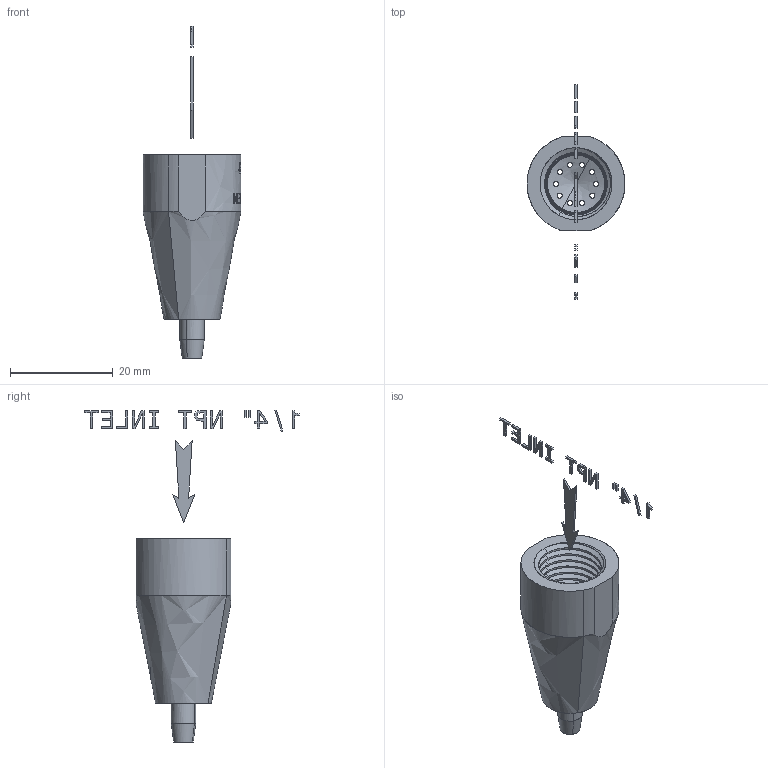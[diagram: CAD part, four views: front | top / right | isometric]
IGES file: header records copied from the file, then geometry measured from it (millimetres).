
Start section: SolidWorks IGES file using analytic representation for surfaces
Global section: file name: X-STREAM STRONG FORCE NOZZLE 47010.IGS; native system: SolidWorks 2020; preprocessor: SolidWorks 2020; author: Ammad; date: 210413.135142; units: millimetre
Bounding box: 19.05 x 41.67 x 64.56 mm (x, y, z)
Surface area: 4043.7 mm2 (no closed solid volume)
Topology: 0 solids, 0 shells, 458 faces, 3318 edges, 3316 vertices
Faces by surface type: bspline 458
